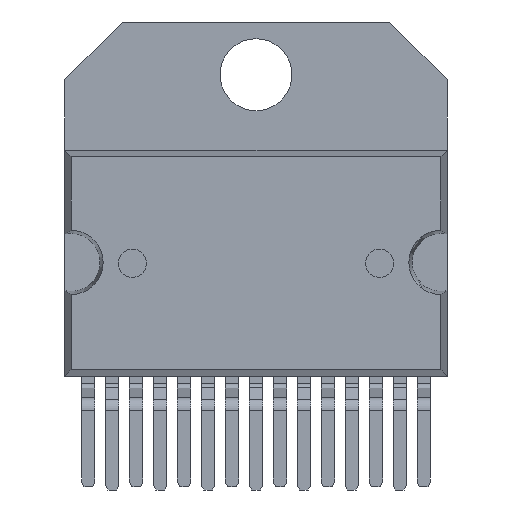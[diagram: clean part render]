
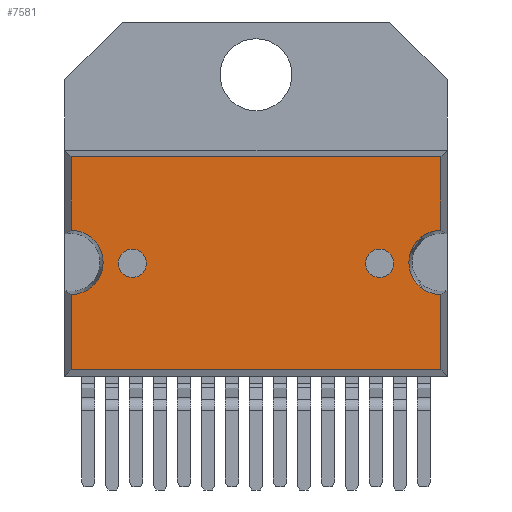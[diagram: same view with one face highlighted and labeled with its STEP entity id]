
A CAD part, front view. The second image highlights one B-rep face of the part: STEP entity #7581.
In plain terms, the highlighted planar face has unit normal (0, -1, 0).
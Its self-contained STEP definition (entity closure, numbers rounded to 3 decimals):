
#6859=CARTESIAN_POINT('',(-6.556,1.067,7.289));
#6860=VERTEX_POINT('',#6859);
#6869=CARTESIAN_POINT('',(-6.556,1.067,8.789));
#6870=VERTEX_POINT('',#6869);
#6871=CARTESIAN_POINT('',(-6.556,1.067,8.039));
#6872=DIRECTION('',(0.0,1.0,0.0));
#6873=DIRECTION('',(0.0,0.0,-1.0));
#6874=AXIS2_PLACEMENT_3D('',#6871,#6872,#6873);
#6875=CIRCLE('',#6874,0.75);
#6876=EDGE_CURVE('',#6870,#6860,#6875,.T.);
#6922=CARTESIAN_POINT('',(6.556,1.067,7.289));
#6923=VERTEX_POINT('',#6922);
#6932=CARTESIAN_POINT('',(6.556,1.067,8.789));
#6933=VERTEX_POINT('',#6932);
#6934=CARTESIAN_POINT('',(6.556,1.067,8.039));
#6935=DIRECTION('',(0.0,1.0,0.0));
#6936=DIRECTION('',(0.0,0.0,-1.0));
#6937=AXIS2_PLACEMENT_3D('',#6934,#6935,#6936);
#6938=CIRCLE('',#6937,0.75);
#6939=EDGE_CURVE('',#6933,#6923,#6938,.T.);
#7179=CARTESIAN_POINT('',(9.806,1.067,9.79));
#7180=VERTEX_POINT('',#7179);
#7188=CARTESIAN_POINT('',(9.806,1.067,6.383));
#7189=VERTEX_POINT('',#7188);
#7190=CARTESIAN_POINT('',(9.806,1.067,8.086));
#7191=DIRECTION('',(0.0,1.0,0.0));
#7192=DIRECTION('',(0.,0.0,1.0));
#7193=AXIS2_PLACEMENT_3D('',#7190,#7191,#7192);
#7194=CIRCLE('',#7193,1.704);
#7195=EDGE_CURVE('',#7189,#7180,#7194,.T.);
#7242=CARTESIAN_POINT('',(6.556,1.067,8.039));
#7243=DIRECTION('',(0.0,1.0,0.0));
#7244=DIRECTION('',(0.0,0.0,-1.0));
#7245=AXIS2_PLACEMENT_3D('',#7242,#7243,#7244);
#7246=CIRCLE('',#7245,0.75);
#7247=EDGE_CURVE('',#6923,#6933,#7246,.T.);
#7276=CARTESIAN_POINT('',(-6.556,1.067,8.039));
#7277=DIRECTION('',(0.0,1.0,0.0));
#7278=DIRECTION('',(0.0,0.0,-1.0));
#7279=AXIS2_PLACEMENT_3D('',#7276,#7277,#7278);
#7280=CIRCLE('',#7279,0.75);
#7281=EDGE_CURVE('',#6860,#6870,#7280,.T.);
#7327=CARTESIAN_POINT('',(-9.806,1.067,6.383));
#7328=VERTEX_POINT('',#7327);
#7336=CARTESIAN_POINT('',(-9.806,1.067,9.79));
#7337=VERTEX_POINT('',#7336);
#7338=CARTESIAN_POINT('',(-9.806,1.067,8.086));
#7339=DIRECTION('',(0.0,1.0,0.0));
#7340=DIRECTION('',(0.,0.0,1.0));
#7341=AXIS2_PLACEMENT_3D('',#7338,#7339,#7340);
#7342=CIRCLE('',#7341,1.704);
#7343=EDGE_CURVE('',#7337,#7328,#7342,.T.);
#7407=CARTESIAN_POINT('',(9.806,1.067,2.386));
#7408=VERTEX_POINT('',#7407);
#7409=CARTESIAN_POINT('',(9.806,1.067,2.386));
#7410=DIRECTION('',(0.0,0.0,1.0));
#7411=VECTOR('',#7410,3.996);
#7412=LINE('',#7409,#7411);
#7413=EDGE_CURVE('',#7408,#7189,#7412,.T.);
#7477=CARTESIAN_POINT('',(-9.806,1.067,13.692));
#7478=VERTEX_POINT('',#7477);
#7479=CARTESIAN_POINT('',(-9.806,1.067,13.692));
#7480=DIRECTION('',(0.0,0.0,-1.0));
#7481=VECTOR('',#7480,3.902);
#7482=LINE('',#7479,#7481);
#7483=EDGE_CURVE('',#7478,#7337,#7482,.T.);
#7517=CARTESIAN_POINT('',(-9.806,1.067,2.386));
#7518=VERTEX_POINT('',#7517);
#7532=CARTESIAN_POINT('',(-9.806,1.067,2.386));
#7533=DIRECTION('',(1.0,0.0,0.0));
#7534=VECTOR('',#7533,19.611);
#7535=LINE('',#7532,#7534);
#7536=EDGE_CURVE('',#7518,#7408,#7535,.T.);
#7541=CARTESIAN_POINT('',(-10.135,1.067,2.611));
#7542=DIRECTION('',(0.0,-1.0,0.0));
#7543=DIRECTION('',(0.0,0.0,1.0));
#7544=AXIS2_PLACEMENT_3D('',#7541,#7542,#7543);
#7545=PLANE('',#7544);
#7546=ORIENTED_EDGE('',*,*,#7195,.T.);
#7547=CARTESIAN_POINT('',(9.806,1.067,13.692));
#7548=VERTEX_POINT('',#7547);
#7549=CARTESIAN_POINT('',(9.806,1.067,9.79));
#7550=DIRECTION('',(0.0,0.0,1.0));
#7551=VECTOR('',#7550,3.902);
#7552=LINE('',#7549,#7551);
#7553=EDGE_CURVE('',#7180,#7548,#7552,.T.);
#7554=ORIENTED_EDGE('',*,*,#7553,.T.);
#7555=CARTESIAN_POINT('',(-9.806,1.067,13.692));
#7556=DIRECTION('',(1.0,0.0,0.0));
#7557=VECTOR('',#7556,19.611);
#7558=LINE('',#7555,#7557);
#7559=EDGE_CURVE('',#7478,#7548,#7558,.T.);
#7560=ORIENTED_EDGE('',*,*,#7559,.F.);
#7561=ORIENTED_EDGE('',*,*,#7483,.T.);
#7562=ORIENTED_EDGE('',*,*,#7343,.T.);
#7563=CARTESIAN_POINT('',(-9.806,1.067,6.383));
#7564=DIRECTION('',(0.0,0.0,-1.0));
#7565=VECTOR('',#7564,3.996);
#7566=LINE('',#7563,#7565);
#7567=EDGE_CURVE('',#7328,#7518,#7566,.T.);
#7568=ORIENTED_EDGE('',*,*,#7567,.T.);
#7569=ORIENTED_EDGE('',*,*,#7536,.T.);
#7570=ORIENTED_EDGE('',*,*,#7413,.T.);
#7571=EDGE_LOOP('',(#7546,#7554,#7560,#7561,#7562,#7568,#7569,#7570));
#7572=FACE_OUTER_BOUND('',#7571,.T.);
#7573=ORIENTED_EDGE('',*,*,#7247,.T.);
#7574=ORIENTED_EDGE('',*,*,#6939,.T.);
#7575=EDGE_LOOP('',(#7573,#7574));
#7576=FACE_BOUND('',#7575,.T.);
#7577=ORIENTED_EDGE('',*,*,#7281,.T.);
#7578=ORIENTED_EDGE('',*,*,#6876,.T.);
#7579=EDGE_LOOP('',(#7577,#7578));
#7580=FACE_BOUND('',#7579,.T.);
#7581=ADVANCED_FACE('',(#7572,#7576,#7580),#7545,.T.);
